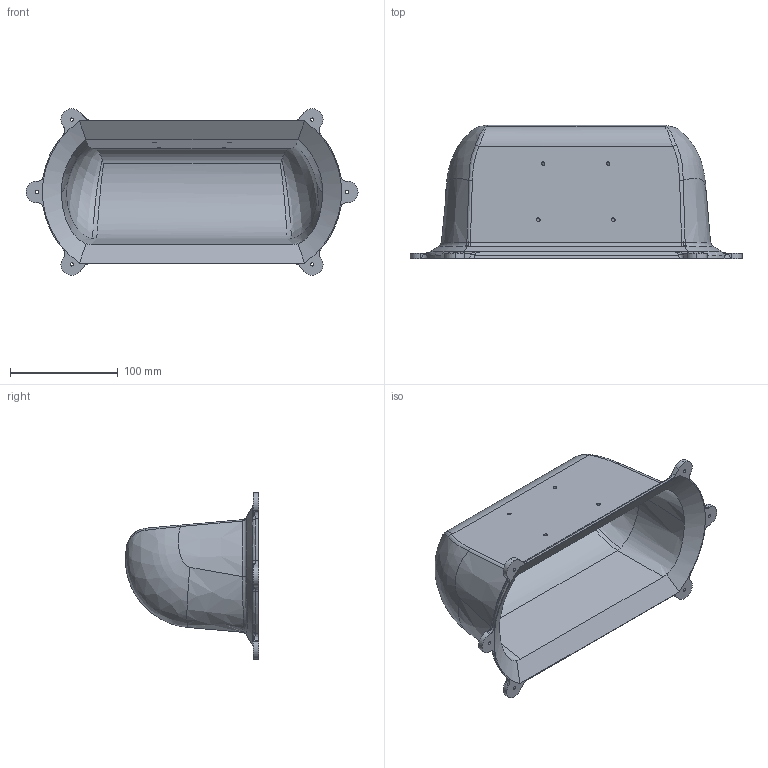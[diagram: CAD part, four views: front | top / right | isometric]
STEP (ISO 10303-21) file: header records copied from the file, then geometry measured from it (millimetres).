
FILE_DESCRIPTION (( 'STEP AP214' ), '1' );
FILE_NAME ('HoLu kit Top case.STEP', '2019-05-31T09:40:19', ( '' ), ( '' ), 'SwSTEP 2.0', 'SolidWorks 2017', '' );
FILE_SCHEMA (( 'AUTOMOTIVE_DESIGN' ));
Length unit declared in the file: millimetre
Products named in the file (1): HoLu kit Top case
Bounding box: 308.44 x 123.72 x 154.63 mm (x, y, z)
Volume: 355072.6 mm3; surface area: 180980.2 mm2
Topology: 1 solids, 1 shells, 139 faces, 372 edges, 236 vertices
Faces by surface type: cylinder 44, bspline 44, plane 29, cone 12, torus 10
Entity records: 16831 total; most frequent: CARTESIAN_POINT 13735, ORIENTED_EDGE 744, DIRECTION 494, EDGE_CURVE 372, VERTEX_POINT 236, AXIS2_PLACEMENT_3D 200, EDGE_LOOP 160, B_SPLINE_CURVE_WITH_KNOTS 160
